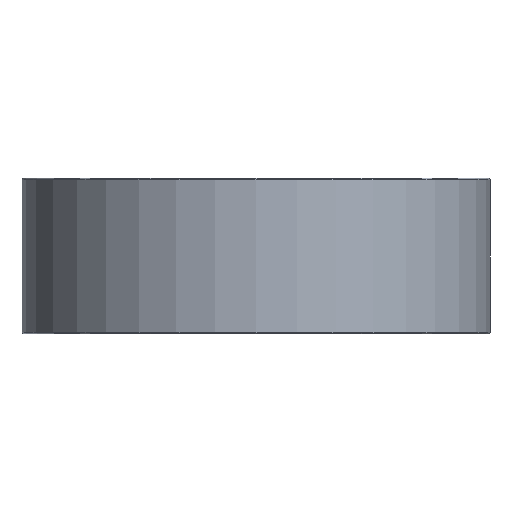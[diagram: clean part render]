
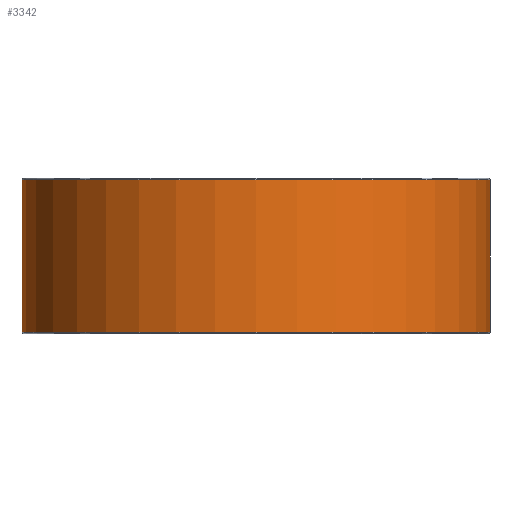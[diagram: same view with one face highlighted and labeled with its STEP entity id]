
A CAD part, front view. The second image highlights one B-rep face of the part: STEP entity #3342.
In plain terms, the highlighted cylindrical face has radius 38.1 mm (diameter 76.2 mm), a full revolution.
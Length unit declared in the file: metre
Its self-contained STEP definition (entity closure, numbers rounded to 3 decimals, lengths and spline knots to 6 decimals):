
#239=CYLINDRICAL_SURFACE('',#3754,0.0381);
#1303=ORIENTED_EDGE('',*,*,#1522,.T.);
#1304=ORIENTED_EDGE('',*,*,#1523,.T.);
#1522=EDGE_CURVE('',#2032,#2032,#2326,.T.);
#1523=EDGE_CURVE('',#2033,#2033,#2327,.T.);
#2032=VERTEX_POINT('',#4651);
#2033=VERTEX_POINT('',#4654);
#2326=CIRCLE('',#3377,0.0381);
#2327=CIRCLE('',#3379,0.0381);
#2815=EDGE_LOOP('',(#1303));
#2816=EDGE_LOOP('',(#1304));
#3061=FACE_BOUND('',#2815,.T.);
#3062=FACE_BOUND('',#2816,.T.);
#3342=ADVANCED_FACE('',(#3061,#3062),#239,.T.);
#3377=AXIS2_PLACEMENT_3D('',#4650,#3780,#3781);
#3379=AXIS2_PLACEMENT_3D('',#4653,#3784,#3785);
#3754=AXIS2_PLACEMENT_3D('',#10306,#4606,#4607);
#3780=DIRECTION('',(0.,0.,-1.));
#3781=DIRECTION('',(1.,0.,0.));
#3784=DIRECTION('',(0.,0.,1.));
#3785=DIRECTION('',(1.,0.,0.));
#4606=DIRECTION('',(0.,0.,-1.));
#4607=DIRECTION('',(-1.,0.,0.));
#4650=CARTESIAN_POINT('',(-0.059252,0.003976,0.041011));
#4651=CARTESIAN_POINT('',(-0.021152,0.003976,0.041011));
#4653=CARTESIAN_POINT('',(-0.059252,0.003976,0.016119));
#4654=CARTESIAN_POINT('',(-0.021152,0.003976,0.016119));
#10306=CARTESIAN_POINT('',(-0.059252,0.003976,0.041265));
